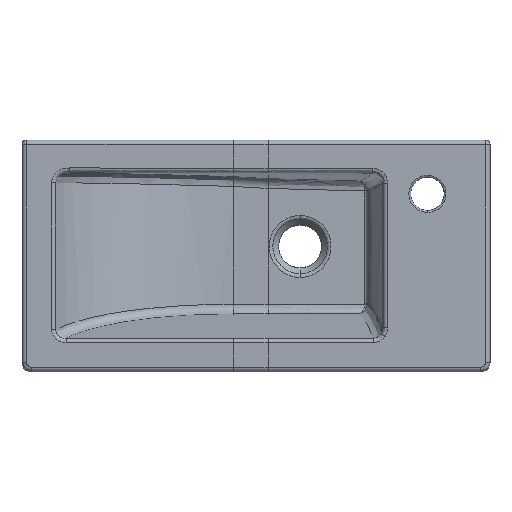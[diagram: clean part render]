
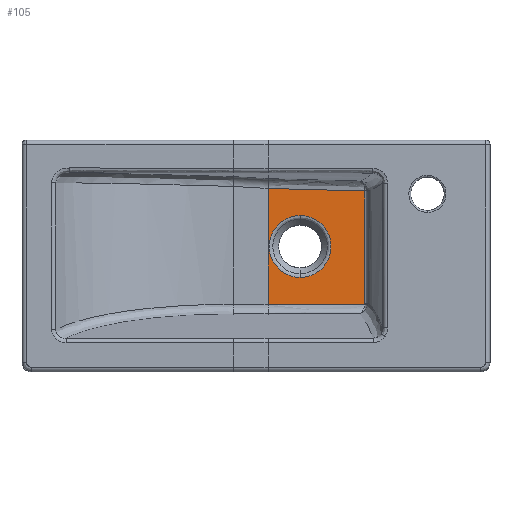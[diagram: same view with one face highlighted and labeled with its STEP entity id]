
A CAD part, top view. The second image highlights one B-rep face of the part: STEP entity #105.
In plain terms, the highlighted planar face has unit normal (0, 0, 1).
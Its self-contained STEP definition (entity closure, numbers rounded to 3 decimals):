
#30=FACE_BOUND('',#474,.T.);
#105=ADVANCED_FACE('',(#286,#30),#2512,.T.);
#286=FACE_OUTER_BOUND('',#473,.T.);
#473=EDGE_LOOP('',(#915,#916,#917,#918,#919));
#474=EDGE_LOOP('',(#920,#921));
#915=ORIENTED_EDGE('',*,*,#1582,.T.);
#916=ORIENTED_EDGE('',*,*,#1439,.T.);
#917=ORIENTED_EDGE('',*,*,#1426,.T.);
#918=ORIENTED_EDGE('',*,*,#1580,.T.);
#919=ORIENTED_EDGE('',*,*,#1581,.F.);
#920=ORIENTED_EDGE('',*,*,#1547,.T.);
#921=ORIENTED_EDGE('',*,*,#1799,.T.);
#1426=EDGE_CURVE('',#2246,#2247,#1995,.T.);
#1439=EDGE_CURVE('',#2255,#2246,#2008,.T.);
#1547=EDGE_CURVE('',#2317,#2443,#1870,.T.);
#1580=EDGE_CURVE('',#2247,#2337,#2079,.T.);
#1581=EDGE_CURVE('',#2336,#2337,#2080,.T.);
#1582=EDGE_CURVE('',#2336,#2255,#2081,.T.);
#1799=EDGE_CURVE('',#2443,#2317,#1958,.T.);
#1870=(
BOUNDED_CURVE()
B_SPLINE_CURVE(2,(#24982,#24983,#24984,#24985,#24986),.UNSPECIFIED.,.F.,
 .F.)
B_SPLINE_CURVE_WITH_KNOTS((3,2,3),(-209.544,-157.158,
-104.772),.UNSPECIFIED.)
CURVE()
GEOMETRIC_REPRESENTATION_ITEM()
RATIONAL_B_SPLINE_CURVE((1.,0.707,1.,0.707,1.))
REPRESENTATION_ITEM('')
);
#1958=(
BOUNDED_CURVE()
B_SPLINE_CURVE(2,(#27008,#27009,#27010,#27011,#27012),.UNSPECIFIED.,.F.,
 .F.)
B_SPLINE_CURVE_WITH_KNOTS((3,2,3),(-104.772,-52.386,
0.),.UNSPECIFIED.)
CURVE()
GEOMETRIC_REPRESENTATION_ITEM()
RATIONAL_B_SPLINE_CURVE((1.,0.707,1.,0.707,1.))
REPRESENTATION_ITEM('')
);
#1995=B_SPLINE_CURVE_WITH_KNOTS('',1,(#23426,#23427),.UNSPECIFIED.,.F.,
 .F.,(2,2),(0.,121.41),.UNSPECIFIED.);
#2008=B_SPLINE_CURVE_WITH_KNOTS('',1,(#23923,#23924),.UNSPECIFIED.,.F.,
 .F.,(2,2),(0.,0.852),.UNSPECIFIED.);
#2079=B_SPLINE_CURVE_WITH_KNOTS('',3,(#25109,#25110,#25111,#25112,#25113,
#25114),.UNSPECIFIED.,.F.,.F.,(4,2,4),(0.,95.813,104.423),
 .UNSPECIFIED.);
#2080=B_SPLINE_CURVE_WITH_KNOTS('',1,(#25115,#25116),.UNSPECIFIED.,.F.,
 .F.,(2,2),(-51.938,73.01),.UNSPECIFIED.);
#2081=B_SPLINE_CURVE_WITH_KNOTS('',1,(#25117,#25118),.UNSPECIFIED.,.F.,
 .F.,(2,2),(87.174,191.563),.UNSPECIFIED.);
#2246=VERTEX_POINT('',#23125);
#2247=VERTEX_POINT('',#23126);
#2255=VERTEX_POINT('',#23134);
#2317=VERTEX_POINT('',#23196);
#2336=VERTEX_POINT('',#23215);
#2337=VERTEX_POINT('',#23216);
#2443=VERTEX_POINT('',#23322);
#2512=PLANE('',#2671);
#2671=AXIS2_PLACEMENT_3D('',#13329,#2732,$);
#2732=DIRECTION('',(0.,0.,1.));
#13329=CARTESIAN_POINT('',(168.458,-74.545,15.));
#23125=CARTESIAN_POINT('',(149.052,-60.78,15.));
#23126=CARTESIAN_POINT('',(149.052,61.832,15.));
#23134=CARTESIAN_POINT('',(149.052,-61.641,15.));
#23196=CARTESIAN_POINT('',(78.57,35.017,15.));
#23215=CARTESIAN_POINT('',(43.629,-61.641,15.));
#23216=CARTESIAN_POINT('',(43.629,64.545,15.));
#23322=CARTESIAN_POINT('',(78.57,-32.343,15.));
#23426=CARTESIAN_POINT('',(149.052,-60.78,15.));
#23427=CARTESIAN_POINT('',(149.052,61.832,15.));
#23923=CARTESIAN_POINT('',(149.052,-61.641,15.));
#23924=CARTESIAN_POINT('',(149.052,-60.78,15.));
#24982=CARTESIAN_POINT('',(78.57,35.017,15.));
#24983=CARTESIAN_POINT('',(112.25,35.017,15.));
#24984=CARTESIAN_POINT('',(112.25,1.337,15.));
#24985=CARTESIAN_POINT('',(112.25,-32.343,15.));
#24986=CARTESIAN_POINT('',(78.57,-32.343,15.));
#25109=CARTESIAN_POINT('',(149.052,61.832,15.));
#25110=CARTESIAN_POINT('',(116.807,62.664,15.));
#25111=CARTESIAN_POINT('',(84.564,63.494,15.));
#25112=CARTESIAN_POINT('',(49.424,64.396,15.));
#25113=CARTESIAN_POINT('',(46.526,64.47,15.));
#25114=CARTESIAN_POINT('',(43.629,64.545,15.));
#25115=CARTESIAN_POINT('',(43.629,-61.641,15.));
#25116=CARTESIAN_POINT('',(43.629,64.545,15.));
#25117=CARTESIAN_POINT('',(43.629,-61.641,15.));
#25118=CARTESIAN_POINT('',(149.052,-61.641,15.));
#27008=CARTESIAN_POINT('',(78.57,-32.343,15.));
#27009=CARTESIAN_POINT('',(44.889,-32.343,15.));
#27010=CARTESIAN_POINT('',(44.889,1.337,15.));
#27011=CARTESIAN_POINT('',(44.889,35.017,15.));
#27012=CARTESIAN_POINT('',(78.57,35.017,15.));
